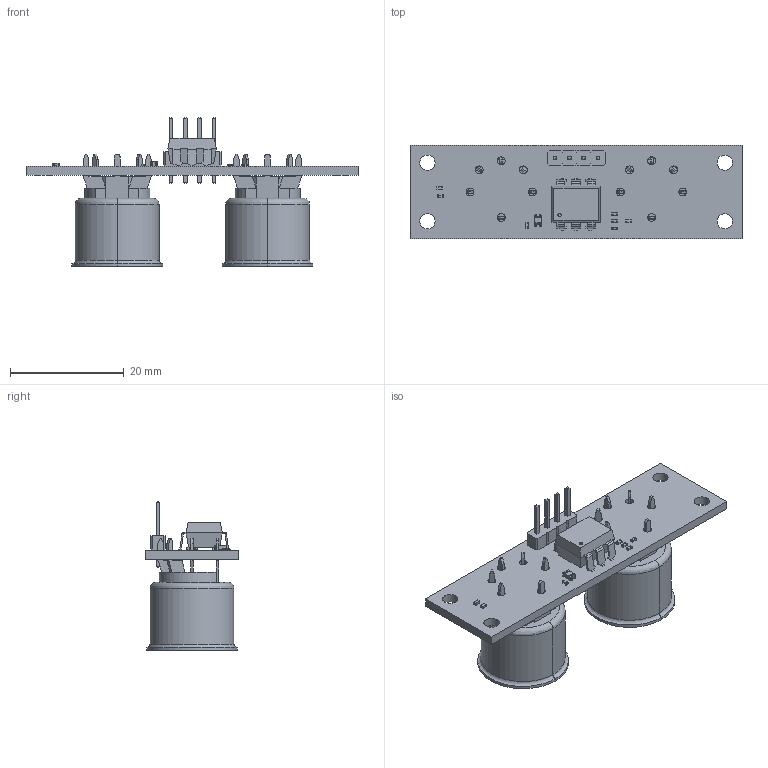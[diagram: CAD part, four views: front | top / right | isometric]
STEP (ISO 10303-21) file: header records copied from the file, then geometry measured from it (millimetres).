
FILE_DESCRIPTION(('KiCad electronic assembly'),'2;1');
FILE_NAME('midi-panel-mounted-breakout-3.3v.step','2022-04-02T22:34:59', ('Pcbnew'),('Kicad'),'Open CASCADE STEP processor 7.5', 'KiCad to STEP converter','Unknown');
FILE_SCHEMA(('AUTOMOTIVE_DESIGN { 1 0 10303 214 1 1 1 1 }'));
Length unit declared in the file: millimetre
Products named in the file (14): midi-panel-mounted-breakout-3.3v 1; R_0402_1005Metric; SOLID; PinHeader_1x04_P2.54mm_Vertical; D_0805_2012Metric; C_0402_1005Metric; H11L1S; COMPOUND; CUI_DEVICES_SD-50BV; midi-panel-mounted-breakout-3.3v PCB
Assembly tree (19 placements, depth 3):
  midi-panel-mounted-breakout-3.3v 1
    R_0402_1005Metric  x5
      SOLID
    PinHeader_1x04_P2.54mm_Vertical
      SOLID
    D_0805_2012Metric
      SOLID
    C_0402_1005Metric  x2
      SOLID
    H11L1S
      COMPOUND
    CUI_DEVICES_SD-50BV  x2
      SOLID
    midi-panel-mounted-breakout-3.3v PCB
Bounding box: 58.5 x 16.5 x 26.24 mm (x, y, z)
Volume: 5704.5 mm3; surface area: 6342.3 mm2
Topology: 19 solids, 19 shells, 746 faces, 1924 edges, 1256 vertices
Faces by surface type: bspline 720, cylinder 20, plane 6
Full cylindrical faces by diameter (mm): 1 x4, 1.4 x12, 2.7 x4
Entity records: 30393 total; most frequent: CARTESIAN_POINT 11084, B_SPLINE_CURVE_WITH_KNOTS 3189, ORIENTED_EDGE 2482, PCURVE 2482, DEFINITIONAL_REPRESENTATION 2482, EDGE_CURVE 1241, SURFACE_CURVE 1221, VERTEX_POINT 808
